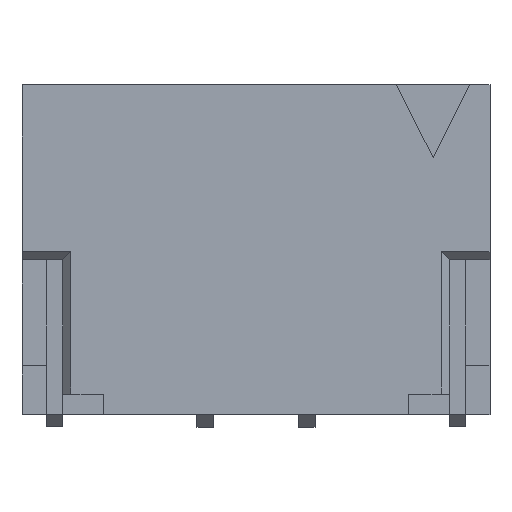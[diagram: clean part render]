
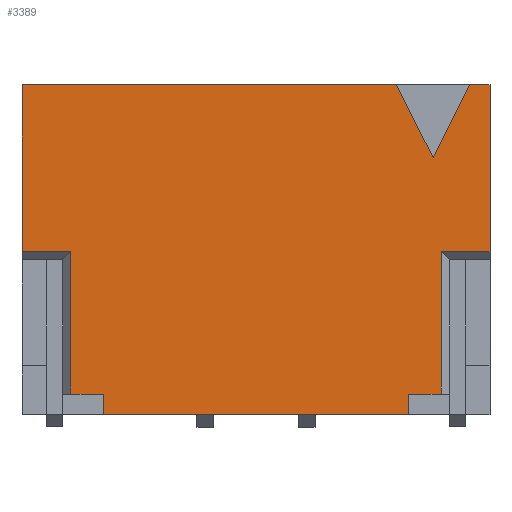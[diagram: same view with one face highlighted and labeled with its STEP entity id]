
A CAD part, top view. The second image highlights one B-rep face of the part: STEP entity #3389.
In plain terms, the highlighted planar face has unit normal (0, 0, 1).
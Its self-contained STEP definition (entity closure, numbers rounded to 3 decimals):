
#43 = ORIENTED_EDGE ( 'NONE', *, *, #5266, .F. ) ;
#63 = LINE ( 'NONE', #5435, #2194 ) ;
#318 = CARTESIAN_POINT ( 'NONE',  ( 6.875, 0., 2.475 ) ) ;
#391 = CARTESIAN_POINT ( 'NONE',  ( 2.625, 0.25, 2.475 ) ) ;
#457 = ORIENTED_EDGE ( 'NONE', *, *, #916, .F. ) ;
#542 = CARTESIAN_POINT ( 'NONE',  ( 2.725, 1.9, 2.475 ) ) ;
#625 = VERTEX_POINT ( 'NONE', #2971 ) ;
#723 = CARTESIAN_POINT ( 'NONE',  ( 2.125, 4.05, 2.475 ) ) ;
#761 = EDGE_CURVE ( 'NONE', #625, #3535, #2114, .T. ) ;
#847 = DIRECTION ( 'NONE',  ( 0., -1., 0. ) ) ;
#891 = VERTEX_POINT ( 'NONE', #3435 ) ;
#916 = EDGE_CURVE ( 'NONE', #5561, #891, #63, .T. ) ;
#922 = DIRECTION ( 'NONE',  ( 1., 0., 0. ) ) ;
#963 = FACE_OUTER_BOUND ( 'NONE', #5601, .T. ) ;
#992 = VERTEX_POINT ( 'NONE', #4122 ) ;
#1025 = CARTESIAN_POINT ( 'NONE',  ( 7.875, 2., 2.475 ) ) ;
#1103 = EDGE_CURVE ( 'NONE', #2568, #6157, #1945, .T. ) ;
#1135 = CARTESIAN_POINT ( 'NONE',  ( -7.875, 4.05, 2.475 ) ) ;
#1377 = VECTOR ( 'NONE', #4392, 1000. ) ;
#1554 = DIRECTION ( 'NONE',  ( 1., 0., 0. ) ) ;
#1615 = LINE ( 'NONE', #1135, #2189 ) ;
#1678 = ORIENTED_EDGE ( 'NONE', *, *, #3824, .T. ) ;
#1728 = AXIS2_PLACEMENT_3D ( 'NONE', #1822, #2942, #3853 ) ;
#1730 = EDGE_CURVE ( 'NONE', #4863, #5155, #3674, .T. ) ;
#1754 = CARTESIAN_POINT ( 'NONE',  ( 7.625, 4.05, 2.475 ) ) ;
#1822 = CARTESIAN_POINT ( 'NONE',  ( -7.875, 4.05, 2.475 ) ) ;
#1909 = DIRECTION ( 'NONE',  ( 0., 1., 0. ) ) ;
#1945 = LINE ( 'NONE', #542, #5949 ) ;
#1980 = CARTESIAN_POINT ( 'NONE',  ( 3.125, 0., 2.475 ) ) ;
#2096 = DIRECTION ( 'NONE',  ( 0., -1., 0. ) ) ;
#2114 = LINE ( 'NONE', #2589, #3726 ) ;
#2138 = VECTOR ( 'NONE', #5244, 1000. ) ;
#2189 = VECTOR ( 'NONE', #1554, 1000. ) ;
#2194 = VECTOR ( 'NONE', #4951, 1000. ) ;
#2216 = LINE ( 'NONE', #5518, #2973 ) ;
#2226 = CARTESIAN_POINT ( 'NONE',  ( 6.725, 4.05, 2.475 ) ) ;
#2338 = ORIENTED_EDGE ( 'NONE', *, *, #5691, .F. ) ;
#2387 = CARTESIAN_POINT ( 'NONE',  ( -7.875, 4.05, 2.475 ) ) ;
#2389 = ORIENTED_EDGE ( 'NONE', *, *, #4468, .T. ) ;
#2426 = VECTOR ( 'NONE', #4603, 1000. ) ;
#2560 = CARTESIAN_POINT ( 'NONE',  ( -7.875, 0., 2.475 ) ) ;
#2568 = VERTEX_POINT ( 'NONE', #3213 ) ;
#2589 = CARTESIAN_POINT ( 'NONE',  ( 7.875, 4.05, 2.475 ) ) ;
#2600 = CARTESIAN_POINT ( 'NONE',  ( 7.275, 0.25, 2.475 ) ) ;
#2608 = EDGE_CURVE ( 'NONE', #6157, #5222, #3711, .T. ) ;
#2675 = DIRECTION ( 'NONE',  ( 0., -1., 0. ) ) ;
#2743 = CARTESIAN_POINT ( 'NONE',  ( 7.625, 4.05, 2.475 ) ) ;
#2810 = LINE ( 'NONE', #391, #2138 ) ;
#2846 = EDGE_CURVE ( 'NONE', #4908, #5222, #3985, .T. ) ;
#2892 = EDGE_CURVE ( 'NONE', #6051, #992, #3019, .T. ) ;
#2942 = DIRECTION ( 'NONE',  ( 0., 0., -1. ) ) ;
#2971 = CARTESIAN_POINT ( 'NONE',  ( 7.875, 4.05, 2.475 ) ) ;
#2973 = VECTOR ( 'NONE', #5551, 1000. ) ;
#3019 = LINE ( 'NONE', #5650, #3339 ) ;
#3032 = ORIENTED_EDGE ( 'NONE', *, *, #5885, .F. ) ;
#3037 = LINE ( 'NONE', #2560, #1377 ) ;
#3042 = ORIENTED_EDGE ( 'NONE', *, *, #2846, .T. ) ;
#3095 = DIRECTION ( 'NONE',  ( 0., -1., 0. ) ) ;
#3213 = CARTESIAN_POINT ( 'NONE',  ( 2.725, 0.25, 2.475 ) ) ;
#3219 = ORIENTED_EDGE ( 'NONE', *, *, #6238, .T. ) ;
#3307 = VECTOR ( 'NONE', #2675, 1000. ) ;
#3331 = ORIENTED_EDGE ( 'NONE', *, *, #1103, .F. ) ;
#3339 = VECTOR ( 'NONE', #3703, 1000. ) ;
#3389 = ADVANCED_FACE ( 'NONE', ( #963 ), #5766, .F. ) ;
#3435 = CARTESIAN_POINT ( 'NONE',  ( 7.175, 3.15, 2.475 ) ) ;
#3524 = CARTESIAN_POINT ( 'NONE',  ( 7.275, 2., 2.475 ) ) ;
#3535 = VERTEX_POINT ( 'NONE', #1025 ) ;
#3635 = VECTOR ( 'NONE', #5688, 1000. ) ;
#3674 = LINE ( 'NONE', #5162, #5751 ) ;
#3680 = LINE ( 'NONE', #318, #3307 ) ;
#3697 = VECTOR ( 'NONE', #922, 1000. ) ;
#3703 = DIRECTION ( 'NONE',  ( -1., 0., 0. ) ) ;
#3705 = ORIENTED_EDGE ( 'NONE', *, *, #2892, .F. ) ;
#3711 = LINE ( 'NONE', #3742, #3635 ) ;
#3726 = VECTOR ( 'NONE', #3095, 1000. ) ;
#3742 = CARTESIAN_POINT ( 'NONE',  ( 17.875, 2., 2.475 ) ) ;
#3824 = EDGE_CURVE ( 'NONE', #2568, #4863, #2810, .T. ) ;
#3847 = ORIENTED_EDGE ( 'NONE', *, *, #1730, .T. ) ;
#3853 = DIRECTION ( 'NONE',  ( -1., 0., 0. ) ) ;
#3877 = VECTOR ( 'NONE', #4042, 1000. ) ;
#3917 = VERTEX_POINT ( 'NONE', #3524 ) ;
#3985 = LINE ( 'NONE', #5555, #4541 ) ;
#4042 = DIRECTION ( 'NONE',  ( 0., 1., 0. ) ) ;
#4122 = CARTESIAN_POINT ( 'NONE',  ( 6.875, 0.25, 2.475 ) ) ;
#4154 = LINE ( 'NONE', #1754, #2426 ) ;
#4270 = VERTEX_POINT ( 'NONE', #4900 ) ;
#4392 = DIRECTION ( 'NONE',  ( 1., 0., 0. ) ) ;
#4468 = EDGE_CURVE ( 'NONE', #6051, #3917, #5032, .T. ) ;
#4541 = VECTOR ( 'NONE', #2096, 1000. ) ;
#4603 = DIRECTION ( 'NONE',  ( 0.447, 0.894, 0. ) ) ;
#4631 = ORIENTED_EDGE ( 'NONE', *, *, #2608, .F. ) ;
#4863 = VERTEX_POINT ( 'NONE', #5811 ) ;
#4900 = CARTESIAN_POINT ( 'NONE',  ( 6.875, 0., 2.475 ) ) ;
#4908 = VERTEX_POINT ( 'NONE', #723 ) ;
#4937 = EDGE_CURVE ( 'NONE', #3917, #3535, #2216, .T. ) ;
#4951 = DIRECTION ( 'NONE',  ( 0.447, -0.894, 0. ) ) ;
#4960 = ORIENTED_EDGE ( 'NONE', *, *, #5567, .F. ) ;
#4968 = CARTESIAN_POINT ( 'NONE',  ( 7.275, 1.9, 2.475 ) ) ;
#5032 = LINE ( 'NONE', #4968, #3877 ) ;
#5155 = VERTEX_POINT ( 'NONE', #1980 ) ;
#5162 = CARTESIAN_POINT ( 'NONE',  ( 3.125, 0., 2.475 ) ) ;
#5222 = VERTEX_POINT ( 'NONE', #5981 ) ;
#5244 = DIRECTION ( 'NONE',  ( 1., 0., 0. ) ) ;
#5266 = EDGE_CURVE ( 'NONE', #891, #5331, #4154, .T. ) ;
#5331 = VERTEX_POINT ( 'NONE', #2743 ) ;
#5435 = CARTESIAN_POINT ( 'NONE',  ( 7.175, 3.15, 2.475 ) ) ;
#5518 = CARTESIAN_POINT ( 'NONE',  ( -7.875, 2., 2.475 ) ) ;
#5551 = DIRECTION ( 'NONE',  ( 1., 0., 0. ) ) ;
#5555 = CARTESIAN_POINT ( 'NONE',  ( 2.125, 4.05, 2.475 ) ) ;
#5561 = VERTEX_POINT ( 'NONE', #2226 ) ;
#5567 = EDGE_CURVE ( 'NONE', #992, #4270, #3680, .T. ) ;
#5601 = EDGE_LOOP ( 'NONE', ( #457, #3032, #3042, #4631, #3331, #1678, #3847, #3219, #4960, #3705, #2389, #6054, #6193, #2338, #43 ) ) ;
#5650 = CARTESIAN_POINT ( 'NONE',  ( 7.375, 0.25, 2.475 ) ) ;
#5675 = CARTESIAN_POINT ( 'NONE',  ( 2.725, 2., 2.475 ) ) ;
#5685 = LINE ( 'NONE', #2387, #3697 ) ;
#5688 = DIRECTION ( 'NONE',  ( -1., 0., 0. ) ) ;
#5691 = EDGE_CURVE ( 'NONE', #5331, #625, #5685, .T. ) ;
#5751 = VECTOR ( 'NONE', #847, 1000. ) ;
#5766 = PLANE ( 'NONE',  #1728 ) ;
#5811 = CARTESIAN_POINT ( 'NONE',  ( 3.125, 0.25, 2.475 ) ) ;
#5885 = EDGE_CURVE ( 'NONE', #4908, #5561, #1615, .T. ) ;
#5949 = VECTOR ( 'NONE', #1909, 1000. ) ;
#5981 = CARTESIAN_POINT ( 'NONE',  ( 2.125, 2., 2.475 ) ) ;
#6051 = VERTEX_POINT ( 'NONE', #2600 ) ;
#6054 = ORIENTED_EDGE ( 'NONE', *, *, #4937, .T. ) ;
#6157 = VERTEX_POINT ( 'NONE', #5675 ) ;
#6193 = ORIENTED_EDGE ( 'NONE', *, *, #761, .F. ) ;
#6238 = EDGE_CURVE ( 'NONE', #5155, #4270, #3037, .T. ) ;
